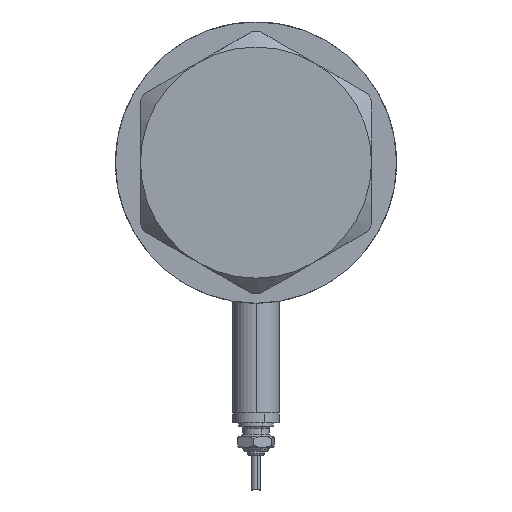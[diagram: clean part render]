
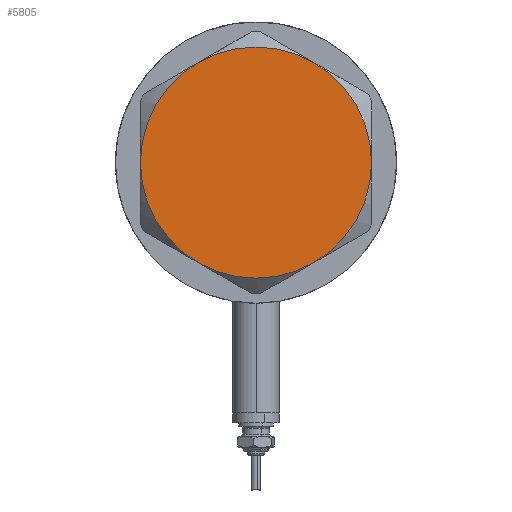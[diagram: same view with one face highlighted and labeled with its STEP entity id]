
A CAD part, left-side view. The second image highlights one B-rep face of the part: STEP entity #5805.
In plain terms, the highlighted face is planar.
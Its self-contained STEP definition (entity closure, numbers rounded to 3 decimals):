
#305 = EDGE_LOOP ( 'NONE', ( #5320, #3028, #3830, #1521, #2975, #5138 ) ) ;
#310 = CIRCLE ( 'NONE', #4551, 30. ) ;
#373 = EDGE_CURVE ( 'NONE', #1244, #4322, #768, .T. ) ;
#507 = DIRECTION ( 'NONE',  ( 1., 0., 0. ) ) ;
#529 = AXIS2_PLACEMENT_3D ( 'NONE', #2775, #4138, #1848 ) ;
#768 = CIRCLE ( 'NONE', #1356, 30. ) ;
#905 = DIRECTION ( 'NONE',  ( 1., 0., 0. ) ) ;
#939 = DIRECTION ( 'NONE',  ( 1., 0., 0. ) ) ;
#978 = CIRCLE ( 'NONE', #4544, 30. ) ;
#1160 = CIRCLE ( 'NONE', #4526, 30. ) ;
#1244 = VERTEX_POINT ( 'NONE', #5321 ) ;
#1258 = CARTESIAN_POINT ( 'NONE',  ( 0., 0., 14.5 ) ) ;
#1327 = DIRECTION ( 'NONE',  ( 0., 0., 1. ) ) ;
#1347 = EDGE_CURVE ( 'NONE', #4322, #2675, #4136, .T. ) ;
#1356 = AXIS2_PLACEMENT_3D ( 'NONE', #4110, #5941, #939 ) ;
#1434 = EDGE_CURVE ( 'NONE', #2675, #3841, #1160, .T. ) ;
#1443 = CARTESIAN_POINT ( 'NONE',  ( 0., 0., 14.5 ) ) ;
#1453 = AXIS2_PLACEMENT_3D ( 'NONE', #1258, #3568, #3075 ) ;
#1500 = DIRECTION ( 'NONE',  ( 0., 0., 1. ) ) ;
#1521 = ORIENTED_EDGE ( 'NONE', *, *, #4877, .T. ) ;
#1729 = VERTEX_POINT ( 'NONE', #2497 ) ;
#1848 = DIRECTION ( 'NONE',  ( 1., 0., 0. ) ) ;
#2130 = VERTEX_POINT ( 'NONE', #5762 ) ;
#2497 = CARTESIAN_POINT ( 'NONE',  ( -15., 25.981, 14.5 ) ) ;
#2580 = EDGE_CURVE ( 'NONE', #2130, #1729, #978, .T. ) ;
#2612 = FACE_OUTER_BOUND ( 'NONE', #305, .T. ) ;
#2675 = VERTEX_POINT ( 'NONE', #4936 ) ;
#2775 = CARTESIAN_POINT ( 'NONE',  ( 0., 0., 14.5 ) ) ;
#2975 = ORIENTED_EDGE ( 'NONE', *, *, #373, .T. ) ;
#3028 = ORIENTED_EDGE ( 'NONE', *, *, #3284, .T. ) ;
#3051 = DIRECTION ( 'NONE',  ( 0., 0., 1. ) ) ;
#3075 = DIRECTION ( 'NONE',  ( 1., 0., 0. ) ) ;
#3090 = CARTESIAN_POINT ( 'NONE',  ( 0., 0., 14.5 ) ) ;
#3137 = DIRECTION ( 'NONE',  ( 1., 0., 0. ) ) ;
#3284 = EDGE_CURVE ( 'NONE', #3841, #2130, #310, .T. ) ;
#3307 = AXIS2_PLACEMENT_3D ( 'NONE', #5445, #1327, #3137 ) ;
#3568 = DIRECTION ( 'NONE',  ( 0., 0., 1. ) ) ;
#3603 = PLANE ( 'NONE',  #3307 ) ;
#3830 = ORIENTED_EDGE ( 'NONE', *, *, #2580, .T. ) ;
#3841 = VERTEX_POINT ( 'NONE', #4346 ) ;
#4110 = CARTESIAN_POINT ( 'NONE',  ( 0., 0., 14.5 ) ) ;
#4136 = CIRCLE ( 'NONE', #1453, 30. ) ;
#4138 = DIRECTION ( 'NONE',  ( 0., 0., 1. ) ) ;
#4322 = VERTEX_POINT ( 'NONE', #5451 ) ;
#4346 = CARTESIAN_POINT ( 'NONE',  ( 30., 0., 14.5 ) ) ;
#4494 = DIRECTION ( 'NONE',  ( 0., 0., 1. ) ) ;
#4526 = AXIS2_PLACEMENT_3D ( 'NONE', #5843, #3051, #905 ) ;
#4544 = AXIS2_PLACEMENT_3D ( 'NONE', #3090, #4494, #5395 ) ;
#4551 = AXIS2_PLACEMENT_3D ( 'NONE', #1443, #1500, #507 ) ;
#4877 = EDGE_CURVE ( 'NONE', #1729, #1244, #5430, .T. ) ;
#4936 = CARTESIAN_POINT ( 'NONE',  ( 15., -25.981, 14.5 ) ) ;
#5138 = ORIENTED_EDGE ( 'NONE', *, *, #1347, .T. ) ;
#5320 = ORIENTED_EDGE ( 'NONE', *, *, #1434, .T. ) ;
#5321 = CARTESIAN_POINT ( 'NONE',  ( -30., 0., 14.5 ) ) ;
#5395 = DIRECTION ( 'NONE',  ( 1., 0., 0. ) ) ;
#5430 = CIRCLE ( 'NONE', #529, 30. ) ;
#5445 = CARTESIAN_POINT ( 'NONE',  ( 0., 0., 14.5 ) ) ;
#5451 = CARTESIAN_POINT ( 'NONE',  ( -15., -25.981, 14.5 ) ) ;
#5762 = CARTESIAN_POINT ( 'NONE',  ( 15., 25.981, 14.5 ) ) ;
#5805 = ADVANCED_FACE ( 'NONE', ( #2612 ), #3603, .T. ) ;
#5843 = CARTESIAN_POINT ( 'NONE',  ( 0., 0., 14.5 ) ) ;
#5941 = DIRECTION ( 'NONE',  ( 0., 0., 1. ) ) ;
